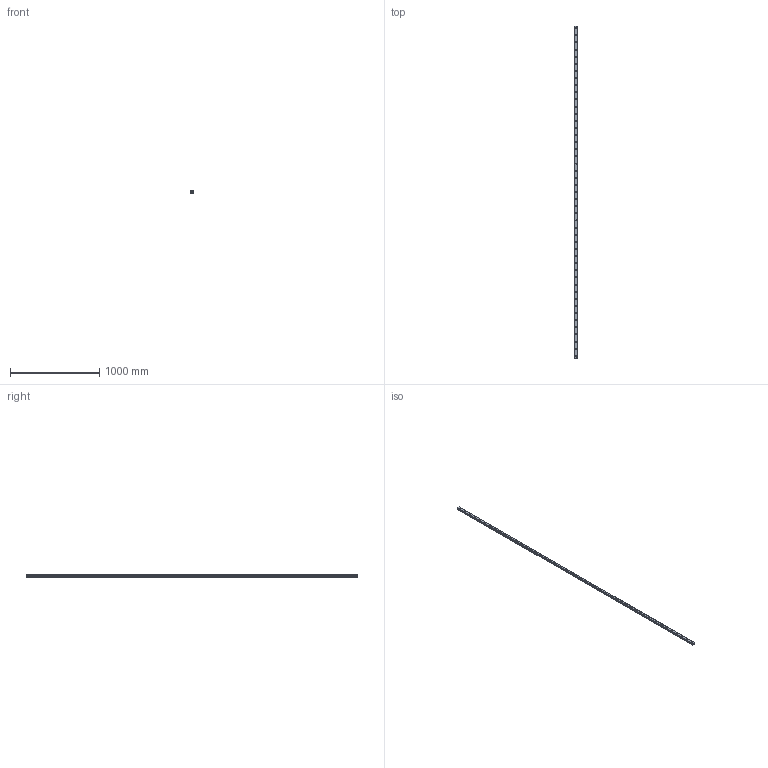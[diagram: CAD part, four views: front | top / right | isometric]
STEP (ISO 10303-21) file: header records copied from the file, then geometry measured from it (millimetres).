
FILE_DESCRIPTION(('STEP AP214'),'1');
FILE_NAME('cctmp_1C88A7A3-91AA-4FB0-A11D-92E256DDC526_2021_02_10_13_00_44_0941..stp','2021-02-10T12:00:45',('HIWIN GmbH'),('CADClick - www.CADClick.com'),'Spatial InterOp 3D',' ','unknown authorization');
FILE_SCHEMA(('AUTOMOTIVE_DESIGN'));
Length unit declared in the file: millimetre
Products named in the file (1): EGR30R3730C_FILE
Bounding box: 28 x 3730 x 23 mm (x, y, z)
Volume: 2084862.7 mm3; surface area: 418742.6 mm2
Topology: 1 solids, 1 shells, 526 faces, 1137 edges, 758 vertices
Faces by surface type: cylinder 300, plane 226
Entity records: 18813 total; most frequent: DIRECTION 2791, CARTESIAN_POINT 2422, ORIENTED_EDGE 2274, EDGE_CURVE 1137, AXIS2_PLACEMENT_3D 1127, VERTEX_POINT 758, EDGE_LOOP 671, CIRCLE 600
